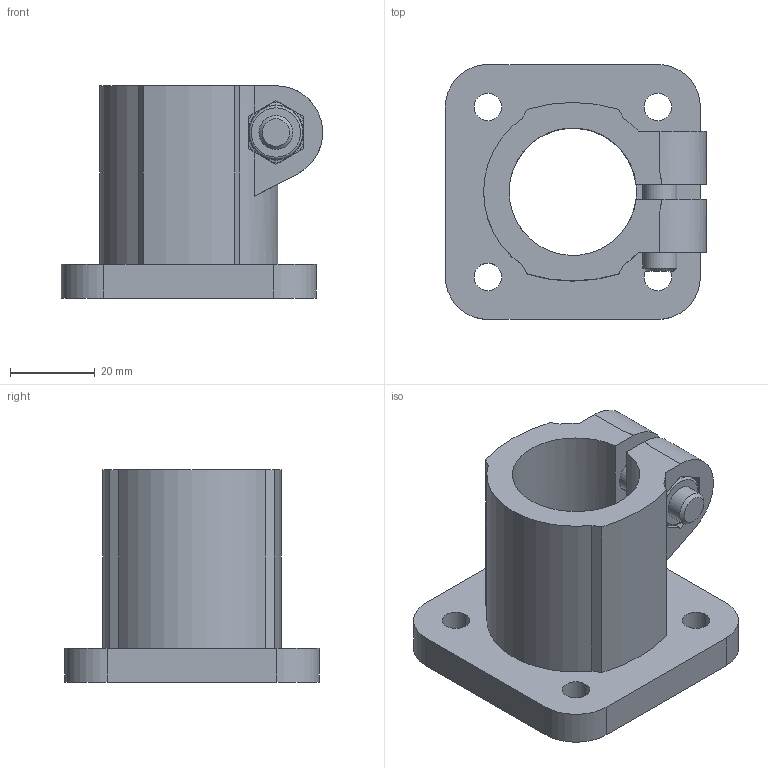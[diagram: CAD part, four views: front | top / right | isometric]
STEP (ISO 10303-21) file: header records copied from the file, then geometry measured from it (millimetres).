
FILE_DESCRIPTION( ( 'STEP AP214' ), '1' );
FILE_NAME( 'K0477.30.stp', '2020-12-08T09:53:49', ( '' ), ( '' ), ' ', 'PARTsolutions', ' ' );
FILE_SCHEMA( ( 'AUTOMOTIVE_DESIGN { 1 0 10303 214 1 1 1 1 }' ) );
Length unit declared in the file: millimetre
Products named in the file (1): _K0477.30
Bounding box: 61.48 x 60 x 50 mm (x, y, z)
Volume: 55586.1 mm3; surface area: 21384.1 mm2
Topology: 1 solids, 1 shells, 95 faces, 255 edges, 168 vertices
Faces by surface type: plane 48, cylinder 31, cone 14, torus 2
Full cylindrical faces by diameter (mm): 6.5 x4, 8 x2, 8.5 x2, 12.6 x1, 12.9 x1, 30 x1
Entity records: 3698 total; most frequent: CARTESIAN_POINT 583, DIRECTION 480, ORIENTED_EDGE 472, EDGE_CURVE 236, AXIS2_PLACEMENT_3D 176, VERTEX_POINT 163, LINE 128, VECTOR 128
